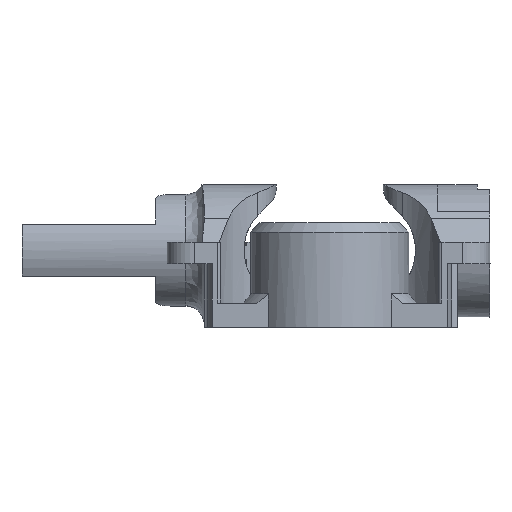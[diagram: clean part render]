
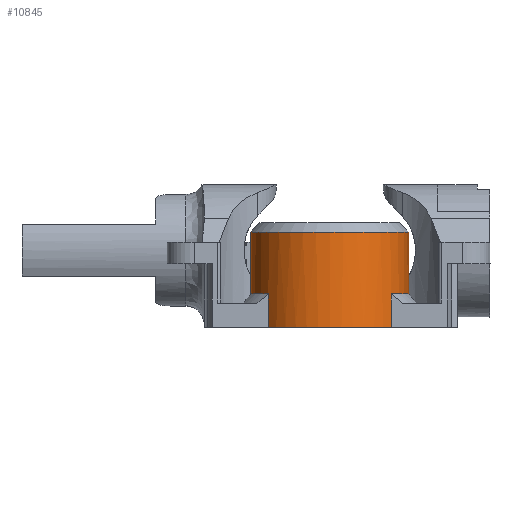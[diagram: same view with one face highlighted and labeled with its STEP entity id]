
A CAD part, left-side view. The second image highlights one B-rep face of the part: STEP entity #10845.
In plain terms, the highlighted cylindrical face has radius 13 mm (diameter 26 mm), a full revolution.
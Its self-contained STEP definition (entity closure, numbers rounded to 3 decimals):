
#254=CIRCLE('',#11102,13.);
#255=CIRCLE('',#11103,13.);
#285=CIRCLE('',#11146,13.);
#287=CIRCLE('',#11149,13.);
#288=CIRCLE('',#11150,13.);
#289=CIRCLE('',#11151,13.);
#435=CYLINDRICAL_SURFACE('',#11148,13.);
#934=FACE_OUTER_BOUND('',#1539,.T.);
#1539=EDGE_LOOP('',(#9223,#9224,#9225,#9226,#9227,#9228,#9229,#9230,#9231,
#9232,#9233,#9234));
#2235=LINE('',#22330,#2927);
#2236=LINE('',#22332,#2928);
#2237=LINE('',#22336,#2929);
#2238=LINE('',#22339,#2930);
#2239=LINE('',#22340,#2931);
#2927=VECTOR('',#12271,13.);
#2928=VECTOR('',#12272,10.);
#2929=VECTOR('',#12275,10.);
#2930=VECTOR('',#12278,10.);
#2931=VECTOR('',#12279,10.);
#4748=VERTEX_POINT('',#22212);
#4749=VERTEX_POINT('',#22214);
#4750=VERTEX_POINT('',#22216);
#4786=VERTEX_POINT('',#22311);
#4787=VERTEX_POINT('',#22315);
#4789=VERTEX_POINT('',#22328);
#4790=VERTEX_POINT('',#22331);
#4791=VERTEX_POINT('',#22333);
#4792=VERTEX_POINT('',#22335);
#4793=VERTEX_POINT('',#22337);
#6281=EDGE_CURVE('',#4749,#4748,#254,.T.);
#6282=EDGE_CURVE('',#4750,#4749,#255,.T.);
#6329=EDGE_CURVE('',#4786,#4787,#285,.T.);
#6332=EDGE_CURVE('',#4789,#4789,#287,.T.);
#6333=EDGE_CURVE('',#4789,#4749,#2235,.T.);
#6334=EDGE_CURVE('',#4790,#4748,#2236,.T.);
#6335=EDGE_CURVE('',#4791,#4790,#288,.T.);
#6336=EDGE_CURVE('',#4792,#4791,#2237,.T.);
#6337=EDGE_CURVE('',#4793,#4792,#289,.T.);
#6338=EDGE_CURVE('',#4793,#4787,#2238,.T.);
#6339=EDGE_CURVE('',#4750,#4786,#2239,.T.);
#9223=ORIENTED_EDGE('',*,*,#6332,.F.);
#9224=ORIENTED_EDGE('',*,*,#6333,.T.);
#9225=ORIENTED_EDGE('',*,*,#6281,.T.);
#9226=ORIENTED_EDGE('',*,*,#6334,.F.);
#9227=ORIENTED_EDGE('',*,*,#6335,.F.);
#9228=ORIENTED_EDGE('',*,*,#6336,.F.);
#9229=ORIENTED_EDGE('',*,*,#6337,.F.);
#9230=ORIENTED_EDGE('',*,*,#6338,.T.);
#9231=ORIENTED_EDGE('',*,*,#6329,.F.);
#9232=ORIENTED_EDGE('',*,*,#6339,.F.);
#9233=ORIENTED_EDGE('',*,*,#6282,.T.);
#9234=ORIENTED_EDGE('',*,*,#6333,.F.);
#10845=ADVANCED_FACE('',(#934),#435,.T.);
#11102=AXIS2_PLACEMENT_3D('',#22215,#12159,#12160);
#11103=AXIS2_PLACEMENT_3D('',#22217,#12161,#12162);
#11146=AXIS2_PLACEMENT_3D('',#22316,#12263,#12264);
#11148=AXIS2_PLACEMENT_3D('',#22327,#12267,#12268);
#11149=AXIS2_PLACEMENT_3D('',#22329,#12269,#12270);
#11150=AXIS2_PLACEMENT_3D('',#22334,#12273,#12274);
#11151=AXIS2_PLACEMENT_3D('',#22338,#12276,#12277);
#12159=DIRECTION('center_axis',(0.,0.,1.));
#12160=DIRECTION('ref_axis',(1.,0.,0.));
#12161=DIRECTION('center_axis',(0.,0.,1.));
#12162=DIRECTION('ref_axis',(1.,0.,0.));
#12263=DIRECTION('center_axis',(0.,0.,-1.));
#12264=DIRECTION('ref_axis',(-1.,0.,0.));
#12267=DIRECTION('center_axis',(0.,0.,1.));
#12268=DIRECTION('ref_axis',(1.,0.,0.));
#12269=DIRECTION('center_axis',(0.,0.,1.));
#12270=DIRECTION('ref_axis',(1.,0.,0.));
#12271=DIRECTION('',(0.,0.,-1.));
#12272=DIRECTION('',(0.,0.,-1.));
#12273=DIRECTION('center_axis',(0.,0.,-1.));
#12274=DIRECTION('ref_axis',(-1.,0.,0.));
#12275=DIRECTION('',(0.,0.,1.));
#12276=DIRECTION('center_axis',(0.,0.,-1.));
#12277=DIRECTION('ref_axis',(1.,0.,0.));
#12278=DIRECTION('',(0.,0.,1.));
#12279=DIRECTION('',(0.,0.,1.));
#22212=CARTESIAN_POINT('',(-29.9,-10.128,0.));
#22214=CARTESIAN_POINT('',(-34.75,0.,0.));
#22215=CARTESIAN_POINT('Origin',(-21.75,0.,0.));
#22216=CARTESIAN_POINT('',(-29.9,10.128,0.));
#22217=CARTESIAN_POINT('Origin',(-21.75,0.,0.));
#22311=CARTESIAN_POINT('',(-29.9,10.128,5.5));
#22315=CARTESIAN_POINT('',(-21.75,13.,5.5));
#22316=CARTESIAN_POINT('Origin',(-21.75,0.,5.5));
#22327=CARTESIAN_POINT('Origin',(-21.75,0.,0.));
#22328=CARTESIAN_POINT('',(-34.75,0.,15.7));
#22329=CARTESIAN_POINT('Origin',(-21.75,0.,15.7));
#22330=CARTESIAN_POINT('',(-34.75,0.,0.));
#22331=CARTESIAN_POINT('',(-29.9,-10.128,5.5));
#22332=CARTESIAN_POINT('',(-29.9,-10.128,0.));
#22333=CARTESIAN_POINT('',(-21.75,-13.,5.5));
#22334=CARTESIAN_POINT('Origin',(-21.75,0.,5.5));
#22335=CARTESIAN_POINT('',(-21.75,-13.,5.2));
#22336=CARTESIAN_POINT('',(-21.75,-13.,0.));
#22337=CARTESIAN_POINT('',(-21.75,13.,5.2));
#22338=CARTESIAN_POINT('Origin',(-21.75,0.,5.2));
#22339=CARTESIAN_POINT('',(-21.75,13.,0.));
#22340=CARTESIAN_POINT('',(-29.9,10.128,0.));
